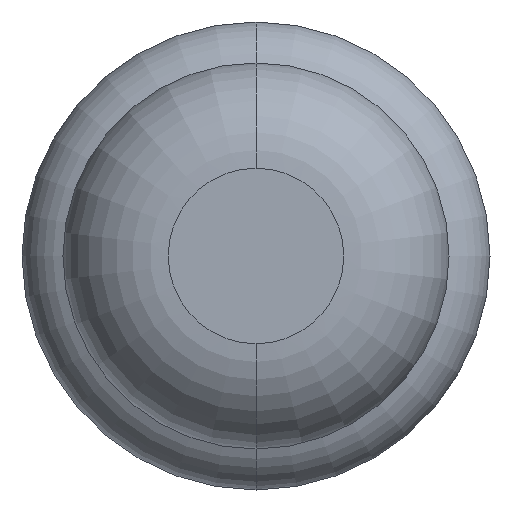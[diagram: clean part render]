
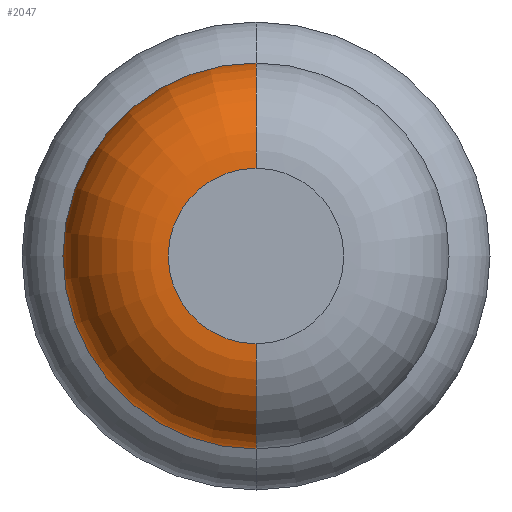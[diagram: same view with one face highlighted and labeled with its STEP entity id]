
A CAD part, front view. The second image highlights one B-rep face of the part: STEP entity #2047.
In plain terms, the highlighted toroidal (fillet/blend) face has major radius 0.375 mm and minor radius 0.45 mm.
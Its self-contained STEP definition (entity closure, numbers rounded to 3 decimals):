
#2 = CIRCLE ( 'NONE', #2735, 0.45 ) ;
#96 = VERTEX_POINT ( 'NONE', #3132 ) ;
#217 = DIRECTION ( 'NONE',  ( 0., 0., -1. ) ) ;
#267 = AXIS2_PLACEMENT_3D ( 'NONE', #1491, #2578, #939 ) ;
#362 = CIRCLE ( 'NONE', #1478, 0.375 ) ;
#438 = ORIENTED_EDGE ( 'NONE', *, *, #1447, .F. ) ;
#682 = DIRECTION ( 'NONE',  ( 0., 0., 1. ) ) ;
#738 = CARTESIAN_POINT ( 'NONE',  ( 0., -29., 0.375 ) ) ;
#939 = DIRECTION ( 'NONE',  ( 0., 0., 1. ) ) ;
#962 = CARTESIAN_POINT ( 'NONE',  ( 0., -28.55, 0. ) ) ;
#966 = ORIENTED_EDGE ( 'NONE', *, *, #2534, .T. ) ;
#992 = FACE_OUTER_BOUND ( 'NONE', #1225, .T. ) ;
#1225 = EDGE_LOOP ( 'NONE', ( #1793, #966, #1889, #438 ) ) ;
#1290 = TOROIDAL_SURFACE ( 'NONE', #2098, 0.375, 0.45 ) ;
#1295 = DIRECTION ( 'NONE',  ( 0., 1., 0. ) ) ;
#1447 = EDGE_CURVE ( 'Defeature ausgef�hrt4_8+Defeature ausgef�hrt4_7+Defeature ausgef�hrt4_7+Defeature ausgef�hrt4_7', #96, #2933, #3026, .T. ) ;
#1478 = AXIS2_PLACEMENT_3D ( 'NONE', #1856, #1295, #2938 ) ;
#1491 = CARTESIAN_POINT ( 'NONE',  ( 0., -28.55, 0.375 ) ) ;
#1599 = CIRCLE ( 'NONE', #267, 0.45 ) ;
#1793 = ORIENTED_EDGE ( 'NONE', *, *, #3512, .F. ) ;
#1794 = DIRECTION ( 'NONE',  ( 0., 1., 0. ) ) ;
#1801 = DIRECTION ( 'NONE',  ( 1., 0., 0. ) ) ;
#1823 = CARTESIAN_POINT ( 'NONE',  ( 0., -28.55, -0.375 ) ) ;
#1856 = CARTESIAN_POINT ( 'NONE',  ( 0., -29., 0. ) ) ;
#1889 = ORIENTED_EDGE ( 'NONE', *, *, #3273, .T. ) ;
#2043 = CARTESIAN_POINT ( 'NONE',  ( 0., -28.55, 0. ) ) ;
#2047 = ADVANCED_FACE ( 'Defeature ausgef�hrt4_7', ( #992 ), #1290, .T. ) ;
#2098 = AXIS2_PLACEMENT_3D ( 'NONE', #962, #2824, #2656 ) ;
#2534 = EDGE_CURVE ( 'Defeature ausgef�hrt4_7+Defeature ausgef�hrt4_6+Defeature ausgef�hrt4_6+Defeature ausgef�hrt4_6', #2554, #2581, #362, .T. ) ;
#2554 = VERTEX_POINT ( 'NONE', #3158 ) ;
#2578 = DIRECTION ( 'NONE',  ( -1., 0., 0. ) ) ;
#2580 = CARTESIAN_POINT ( 'NONE',  ( 0., -28.55, 0.825 ) ) ;
#2581 = VERTEX_POINT ( 'NONE', #738 ) ;
#2656 = DIRECTION ( 'NONE',  ( 0., 0., 1. ) ) ;
#2735 = AXIS2_PLACEMENT_3D ( 'NONE', #1823, #1801, #217 ) ;
#2824 = DIRECTION ( 'NONE',  ( 0., 1., 0. ) ) ;
#2933 = VERTEX_POINT ( 'NONE', #2580 ) ;
#2938 = DIRECTION ( 'NONE',  ( 0., 0., 1. ) ) ;
#3026 = CIRCLE ( 'NONE', #3253, 0.825 ) ;
#3132 = CARTESIAN_POINT ( 'NONE',  ( 0., -28.55, -0.825 ) ) ;
#3158 = CARTESIAN_POINT ( 'NONE',  ( 0., -29., -0.375 ) ) ;
#3253 = AXIS2_PLACEMENT_3D ( 'NONE', #2043, #1794, #682 ) ;
#3273 = EDGE_CURVE ( 'NONE', #2581, #2933, #1599, .T. ) ;
#3512 = EDGE_CURVE ( 'NONE', #2554, #96, #2, .T. ) ;
